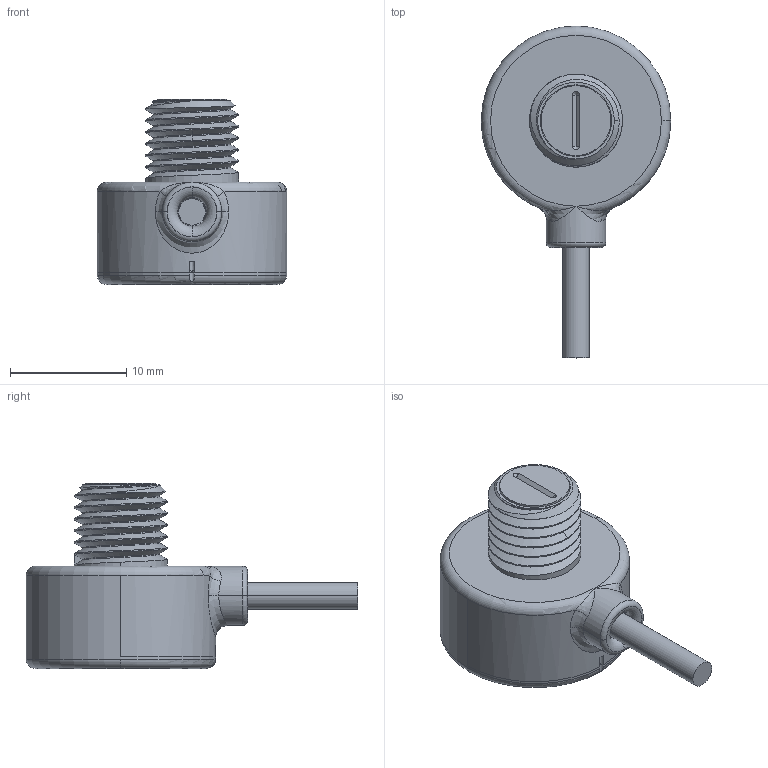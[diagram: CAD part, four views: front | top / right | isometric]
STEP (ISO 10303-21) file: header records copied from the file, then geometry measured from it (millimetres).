
FILE_DESCRIPTION((''),'2;1');
FILE_NAME('155333_SW','2010-12-22T',('banengservice'),('BANNER ENGINEERING'),'PRO/ENGINEER BY PARAMETRIC TECHNOLOGY CORPORATION, 2009141','PRO/ENGINEER BY PARAMETRIC TECHNOLOGY CORPORATION, 2009141','');
FILE_SCHEMA(('CONFIG_CONTROL_DESIGN'));
Length unit declared in the file: inch
Products named in the file (1): 155333_SW
Bounding box: 16.3 x 28.55 x 15.92 mm (x, y, z)
Volume: 1119.2 mm3; surface area: 2270.3 mm2
Topology: 1 solids, 1 shells, 201 faces, 493 edges, 304 vertices
Faces by surface type: cylinder 74, plane 61, cone 24, torus 23, bspline 17, sphere 2
Entity records: 10842 total; most frequent: CARTESIAN_POINT 6143, ORIENTED_EDGE 978, DIRECTION 974, EDGE_CURVE 489, AXIS2_PLACEMENT_3D 390, VERTEX_POINT 304, EDGE_LOOP 219, CIRCLE 206
